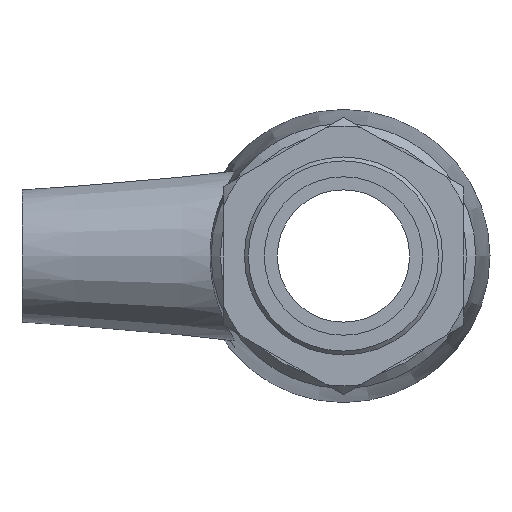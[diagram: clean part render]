
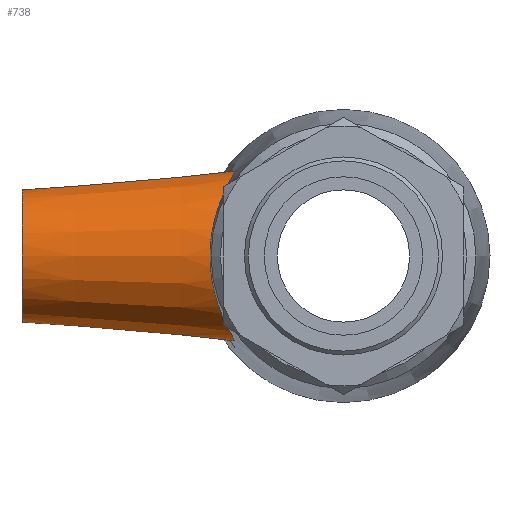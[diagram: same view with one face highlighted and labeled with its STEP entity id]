
A CAD part, left-side view. The second image highlights one B-rep face of the part: STEP entity #738.
In plain terms, the highlighted conical face has half-angle 5 degrees and reference radius 7 mm.
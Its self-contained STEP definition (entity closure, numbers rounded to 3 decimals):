
#28=B_SPLINE_CURVE_WITH_KNOTS('',3,(#1287,#1288,#1289,#1290,#1291,#1292,
#1293,#1294,#1295,#1296,#1297,#1298,#1299,#1300,#1301,#1302,#1303,#1304,
#1305,#1306,#1307,#1308,#1309,#1310,#1311,#1312,#1313,#1314,#1315,#1316,
#1317,#1318,#1319,#1320,#1321,#1322,#1323,#1324),.UNSPECIFIED.,.T.,.F.,
(4,2,2,2,2,2,2,2,2,2,2,2,2,2,2,2,2,2,4),(0.,0.167,0.333,
0.667,1.,1.333,1.666,1.999,
2.332,2.498,2.665,3.028,3.39,
3.738,4.086,4.434,4.782,5.144,
5.507),.UNSPECIFIED.);
#55=FACE_BOUND('',#256,.T.);
#101=CIRCLE('',#830,7.);
#128=CONICAL_SURFACE('',#834,7.,5.);
#175=FACE_OUTER_BOUND('',#255,.T.);
#255=EDGE_LOOP('',(#653));
#256=EDGE_LOOP('',(#654));
#380=VERTEX_POINT('',#1286);
#397=VERTEX_POINT('',#1376);
#469=EDGE_CURVE('',#380,#380,#28,.T.);
#486=EDGE_CURVE('',#397,#397,#101,.T.);
#653=ORIENTED_EDGE('',*,*,#486,.T.);
#654=ORIENTED_EDGE('',*,*,#469,.F.);
#738=ADVANCED_FACE('',(#175,#55),#128,.T.);
#830=AXIS2_PLACEMENT_3D('',#1377,#1027,#1028);
#834=AXIS2_PLACEMENT_3D('',#1382,#1035,#1036);
#1027=DIRECTION('center_axis',(0.,-1.,0.));
#1028=DIRECTION('ref_axis',(1.,0.,0.));
#1035=DIRECTION('center_axis',(0.,-1.,0.));
#1036=DIRECTION('ref_axis',(1.,0.,0.));
#1286=CARTESIAN_POINT('',(-26.973,11.562,8.955));
#1287=CARTESIAN_POINT('Ctrl Pts',(-26.973,11.562,8.955));
#1288=CARTESIAN_POINT('Ctrl Pts',(-27.528,11.535,8.935));
#1289=CARTESIAN_POINT('Ctrl Pts',(-28.093,11.552,8.857));
#1290=CARTESIAN_POINT('Ctrl Pts',(-29.202,11.671,8.586));
#1291=CARTESIAN_POINT('Ctrl Pts',(-29.745,11.772,8.393));
#1292=CARTESIAN_POINT('Ctrl Pts',(-31.292,12.159,7.661));
#1293=CARTESIAN_POINT('Ctrl Pts',(-32.211,12.524,6.963));
#1294=CARTESIAN_POINT('Ctrl Pts',(-33.653,13.176,5.405));
#1295=CARTESIAN_POINT('Ctrl Pts',(-34.282,13.513,4.429));
#1296=CARTESIAN_POINT('Ctrl Pts',(-35.127,13.983,2.283));
#1297=CARTESIAN_POINT('Ctrl Pts',(-35.34,14.113,1.11));
#1298=CARTESIAN_POINT('Ctrl Pts',(-35.34,14.113,-1.11));
#1299=CARTESIAN_POINT('Ctrl Pts',(-35.127,13.983,-2.283));
#1300=CARTESIAN_POINT('Ctrl Pts',(-34.282,13.513,-4.429));
#1301=CARTESIAN_POINT('Ctrl Pts',(-33.653,13.176,-5.405));
#1302=CARTESIAN_POINT('Ctrl Pts',(-32.211,12.524,-6.963));
#1303=CARTESIAN_POINT('Ctrl Pts',(-31.292,12.159,-7.661));
#1304=CARTESIAN_POINT('Ctrl Pts',(-29.745,11.772,-8.393));
#1305=CARTESIAN_POINT('Ctrl Pts',(-29.202,11.671,-8.586));
#1306=CARTESIAN_POINT('Ctrl Pts',(-28.093,11.552,-8.857));
#1307=CARTESIAN_POINT('Ctrl Pts',(-27.528,11.535,-8.935));
#1308=CARTESIAN_POINT('Ctrl Pts',(-25.767,11.621,-9.));
#1309=CARTESIAN_POINT('Ctrl Pts',(-24.532,11.902,-8.774));
#1310=CARTESIAN_POINT('Ctrl Pts',(-22.306,12.692,-7.848));
#1311=CARTESIAN_POINT('Ctrl Pts',(-21.309,13.187,-7.148));
#1312=CARTESIAN_POINT('Ctrl Pts',(-19.763,14.029,-5.563));
#1313=CARTESIAN_POINT('Ctrl Pts',(-19.093,14.442,-4.576));
#1314=CARTESIAN_POINT('Ctrl Pts',(-18.187,15.018,-2.375));
#1315=CARTESIAN_POINT('Ctrl Pts',(-17.953,15.177,-1.159));
#1316=CARTESIAN_POINT('Ctrl Pts',(-17.953,15.177,1.159));
#1317=CARTESIAN_POINT('Ctrl Pts',(-18.187,15.018,2.375));
#1318=CARTESIAN_POINT('Ctrl Pts',(-19.093,14.442,4.576));
#1319=CARTESIAN_POINT('Ctrl Pts',(-19.763,14.029,5.563));
#1320=CARTESIAN_POINT('Ctrl Pts',(-21.309,13.187,7.148));
#1321=CARTESIAN_POINT('Ctrl Pts',(-22.306,12.692,7.848));
#1322=CARTESIAN_POINT('Ctrl Pts',(-24.532,11.902,8.774));
#1323=CARTESIAN_POINT('Ctrl Pts',(-25.767,11.621,9.));
#1324=CARTESIAN_POINT('Ctrl Pts',(-26.973,11.562,8.955));
#1376=CARTESIAN_POINT('',(-33.6,34.,0.));
#1377=CARTESIAN_POINT('Origin',(-26.6,34.,0.));
#1382=CARTESIAN_POINT('Origin',(-26.6,34.,0.));
